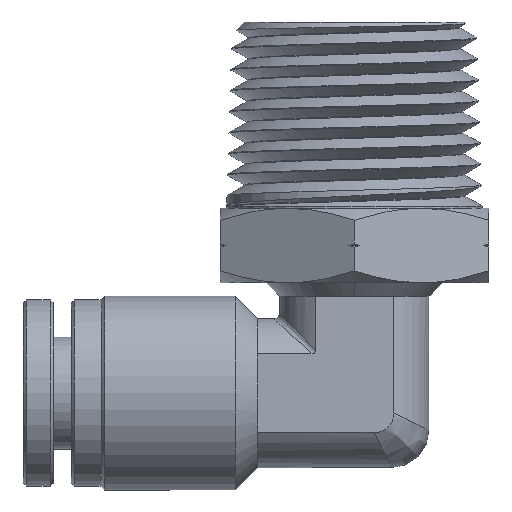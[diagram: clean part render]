
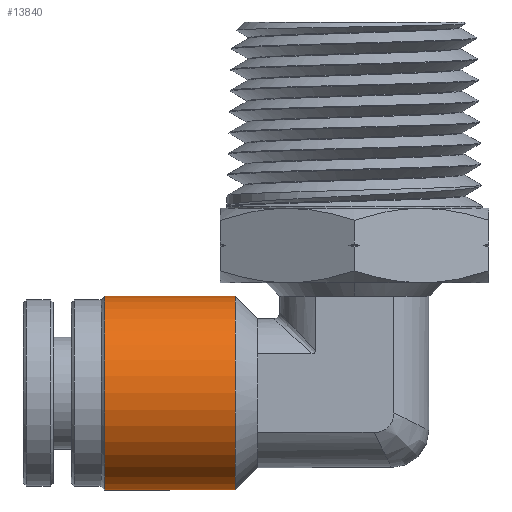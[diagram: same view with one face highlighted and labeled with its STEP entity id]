
A CAD part, left-side view. The second image highlights one B-rep face of the part: STEP entity #13840.
In plain terms, the highlighted cylindrical face has radius 6.5 mm (diameter 13 mm), a partial arc.
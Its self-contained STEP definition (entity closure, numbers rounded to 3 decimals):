
#885 = EDGE_CURVE ( 'NONE', #8052, #18407, #27212, .T. ) ;
#1252 = LINE ( 'NONE', #22398, #11831 ) ;
#2640 = CIRCLE ( 'NONE', #4832, 6.5 ) ;
#3481 = DIRECTION ( 'NONE',  ( 0., -1., 0. ) ) ;
#3537 = AXIS2_PLACEMENT_3D ( 'NONE', #6538, #19340, #10947 ) ;
#4832 = AXIS2_PLACEMENT_3D ( 'NONE', #20649, #8032, #22778 ) ;
#4835 = EDGE_CURVE ( 'NONE', #18407, #8084, #1252, .T. ) ;
#6538 = CARTESIAN_POINT ( 'NONE',  ( 0., 4.843, 0. ) ) ;
#8032 = DIRECTION ( 'NONE',  ( 0., 1., 0. ) ) ;
#8052 = VERTEX_POINT ( 'NONE', #14940 ) ;
#8084 = VERTEX_POINT ( 'NONE', #12976 ) ;
#8173 = ORIENTED_EDGE ( 'NONE', *, *, #22804, .T. ) ;
#8804 = EDGE_CURVE ( 'NONE', #8052, #19922, #12331, .T. ) ;
#8906 = CARTESIAN_POINT ( 'NONE',  ( 0., 7.093, 0. ) ) ;
#10728 = CARTESIAN_POINT ( 'NONE',  ( 0., 7.093, 6.5 ) ) ;
#10947 = DIRECTION ( 'NONE',  ( 0., 0., 1. ) ) ;
#11608 = AXIS2_PLACEMENT_3D ( 'NONE', #8906, #15205, #23666 ) ;
#11831 = VECTOR ( 'NONE', #3481, 1000. ) ;
#12331 = LINE ( 'NONE', #10728, #17266 ) ;
#12976 = CARTESIAN_POINT ( 'NONE',  ( 0., -3.907, -6.5 ) ) ;
#13237 = CYLINDRICAL_SURFACE ( 'NONE', #11608, 6.5 ) ;
#13840 = ADVANCED_FACE ( 'NONE', ( #20826 ), #13237, .T. ) ;
#14902 = DIRECTION ( 'NONE',  ( 0., -1., 0. ) ) ;
#14940 = CARTESIAN_POINT ( 'NONE',  ( 0., 4.843, 6.5 ) ) ;
#15205 = DIRECTION ( 'NONE',  ( 0., -1., 0. ) ) ;
#17266 = VECTOR ( 'NONE', #14902, 1000. ) ;
#18297 = EDGE_LOOP ( 'NONE', ( #18443, #22427, #26469, #8173 ) ) ;
#18407 = VERTEX_POINT ( 'NONE', #20320 ) ;
#18443 = ORIENTED_EDGE ( 'NONE', *, *, #8804, .F. ) ;
#19340 = DIRECTION ( 'NONE',  ( 0., -1., 0. ) ) ;
#19922 = VERTEX_POINT ( 'NONE', #26703 ) ;
#20320 = CARTESIAN_POINT ( 'NONE',  ( 0., 4.843, -6.5 ) ) ;
#20649 = CARTESIAN_POINT ( 'NONE',  ( 0., -3.907, 0. ) ) ;
#20826 = FACE_OUTER_BOUND ( 'NONE', #18297, .T. ) ;
#22398 = CARTESIAN_POINT ( 'NONE',  ( 0., 7.093, -6.5 ) ) ;
#22427 = ORIENTED_EDGE ( 'NONE', *, *, #885, .T. ) ;
#22778 = DIRECTION ( 'NONE',  ( 0., 0., 1. ) ) ;
#22804 = EDGE_CURVE ( 'NONE', #8084, #19922, #2640, .T. ) ;
#23666 = DIRECTION ( 'NONE',  ( 0., 0., -1. ) ) ;
#26469 = ORIENTED_EDGE ( 'NONE', *, *, #4835, .T. ) ;
#26703 = CARTESIAN_POINT ( 'NONE',  ( 0., -3.907, 6.5 ) ) ;
#27212 = CIRCLE ( 'NONE', #3537, 6.5 ) ;
